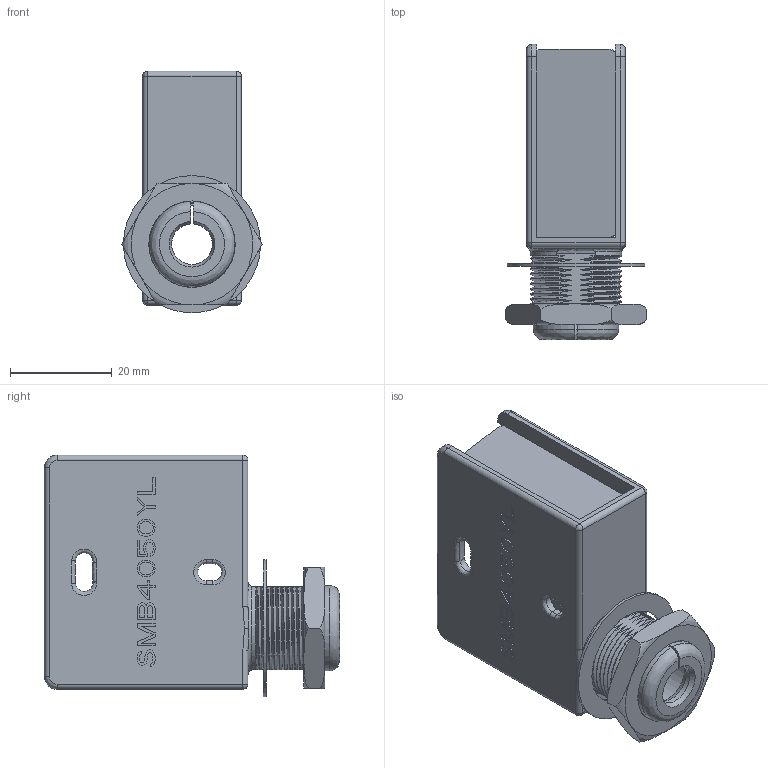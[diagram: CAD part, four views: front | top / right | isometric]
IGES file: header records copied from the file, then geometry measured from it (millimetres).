
Start section:  PTC IGES file: 141772.igs
Global section: file name: 141772.igs; native system: Pro/ENGINEER by Parametric Technology Corporation; preprocessor: 2006170; author: banengservice; organization: Unknown; date: 20080808.142924; units: inch
Bounding box: 27.57 x 58 x 47.49 mm (x, y, z)
Volume: 11643.3 mm3; surface area: 14548.1 mm2
Topology: 2 solids, 2 shells, 789 faces, 2292 edges, 1507 vertices
Faces by surface type: bspline 520, extrusion 146, revolution 123
